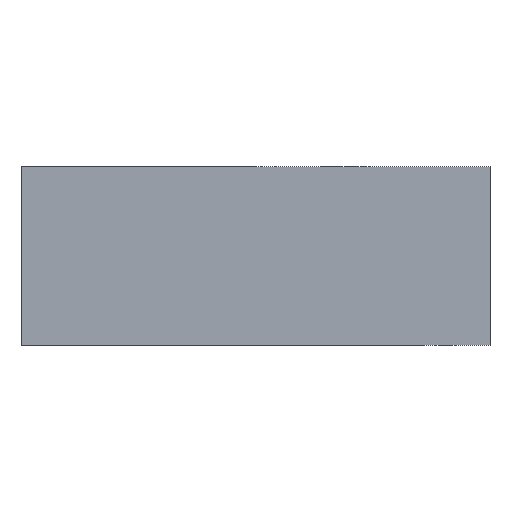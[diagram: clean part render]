
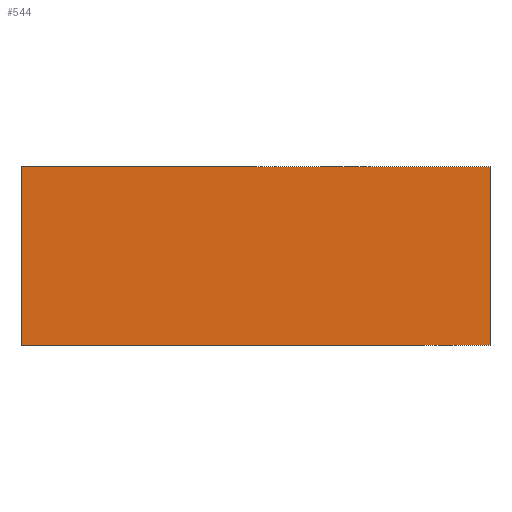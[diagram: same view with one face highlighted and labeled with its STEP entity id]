
A CAD part, front view. The second image highlights one B-rep face of the part: STEP entity #544.
In plain terms, the highlighted planar face has unit normal (0, -1, 0).
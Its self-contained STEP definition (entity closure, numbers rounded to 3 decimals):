
#99=FACE_OUTER_BOUND('',#124,.T.);
#124=EDGE_LOOP('',(#377,#378,#379,#380));
#168=LINE('',#854,#201);
#170=LINE('',#858,#203);
#171=LINE('',#860,#204);
#172=LINE('',#861,#205);
#201=VECTOR('',#669,16.);
#203=VECTOR('',#673,42.);
#204=VECTOR('',#674,16.);
#205=VECTOR('',#675,42.);
#234=VERTEX_POINT('',#851);
#235=VERTEX_POINT('',#853);
#236=VERTEX_POINT('',#857);
#237=VERTEX_POINT('',#859);
#294=EDGE_CURVE('',#235,#234,#168,.T.);
#296=EDGE_CURVE('',#234,#236,#170,.T.);
#297=EDGE_CURVE('',#237,#236,#171,.T.);
#298=EDGE_CURVE('',#235,#237,#172,.T.);
#377=ORIENTED_EDGE('',*,*,#296,.T.);
#378=ORIENTED_EDGE('',*,*,#297,.F.);
#379=ORIENTED_EDGE('',*,*,#298,.F.);
#380=ORIENTED_EDGE('',*,*,#294,.T.);
#534=PLANE('',#589);
#544=ADVANCED_FACE('',(#99),#534,.F.);
#589=AXIS2_PLACEMENT_3D('',#856,#671,#672);
#669=DIRECTION('',(0.,0.,-1.));
#671=DIRECTION('center_axis',(0.,1.,0.));
#672=DIRECTION('ref_axis',(0.,0.,1.));
#673=DIRECTION('',(1.,0.,0.));
#674=DIRECTION('',(0.,0.,-1.));
#675=DIRECTION('',(1.,0.,0.));
#851=CARTESIAN_POINT('',(-21.,-47.5,-8.));
#853=CARTESIAN_POINT('',(-21.,-47.5,8.));
#854=CARTESIAN_POINT('',(-21.,-47.5,8.));
#856=CARTESIAN_POINT('Origin',(-21.,-47.5,8.));
#857=CARTESIAN_POINT('',(21.,-47.5,-8.));
#858=CARTESIAN_POINT('',(-21.,-47.5,-8.));
#859=CARTESIAN_POINT('',(21.,-47.5,8.));
#860=CARTESIAN_POINT('',(21.,-47.5,8.));
#861=CARTESIAN_POINT('',(-21.,-47.5,8.));
